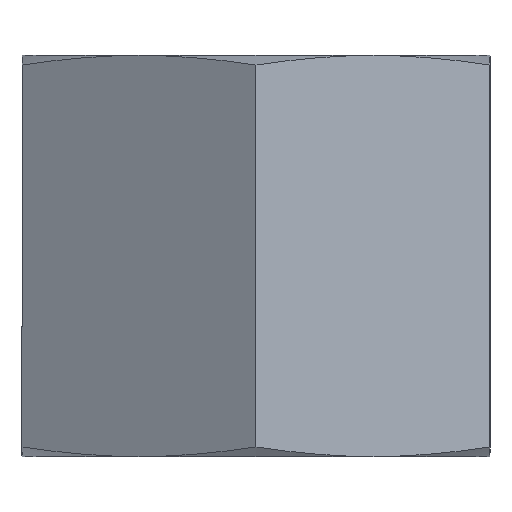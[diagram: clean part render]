
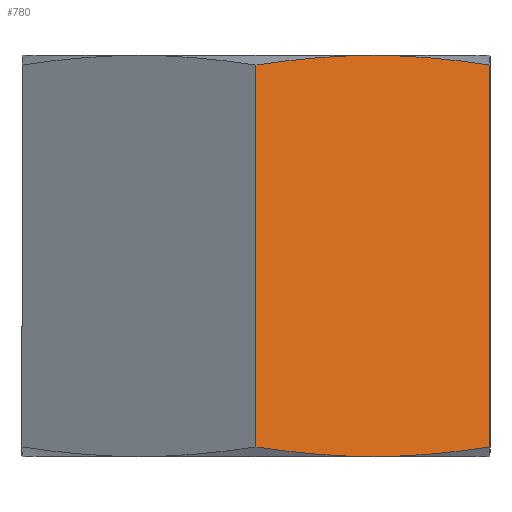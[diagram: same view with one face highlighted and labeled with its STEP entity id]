
A CAD part, front view. The second image highlights one B-rep face of the part: STEP entity #780.
In plain terms, the highlighted planar face has unit normal (0.5, -0.866, 0).
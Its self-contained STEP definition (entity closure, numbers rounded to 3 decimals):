
#123=CARTESIAN_POINT('',(3.5,-6.062,12.));
#124=VERTEX_POINT('',#123);
#394=CARTESIAN_POINT('',(7.,-4.041,11.71));
#395=VERTEX_POINT('',#394);
#410=CARTESIAN_POINT('',(7.,-4.041,11.71));
#411=CARTESIAN_POINT('',(5.124,-5.124,12.0));
#412=CARTESIAN_POINT('',(3.5,-6.062,12.));
#420=(BOUNDED_CURVE()B_SPLINE_CURVE(2,(#410,#411,#412),.UNSPECIFIED.,.F.,.U.)B_SPLINE_CURVE_WITH_KNOTS((3,3),(0.72,1.229),.UNSPECIFIED.)CURVE()GEOMETRIC_REPRESENTATION_ITEM()RATIONAL_B_SPLINE_CURVE((1.109,1.093,1.0))REPRESENTATION_ITEM(''));
#421=EDGE_CURVE('',#395,#124,#420,.T.);
#431=CARTESIAN_POINT('',(0.,-8.083,11.71));
#432=VERTEX_POINT('',#431);
#433=CARTESIAN_POINT('',(3.5,-6.062,12.));
#434=CARTESIAN_POINT('',(1.876,-7.,12.));
#435=CARTESIAN_POINT('',(0.,-8.083,11.71));
#443=(BOUNDED_CURVE()B_SPLINE_CURVE(2,(#433,#434,#435),.UNSPECIFIED.,.F.,.U.)B_SPLINE_CURVE_WITH_KNOTS((3,3),(1.229,1.738),.UNSPECIFIED.)CURVE()GEOMETRIC_REPRESENTATION_ITEM()RATIONAL_B_SPLINE_CURVE((1.0,1.093,1.109))REPRESENTATION_ITEM(''));
#444=EDGE_CURVE('',#124,#432,#443,.T.);
#650=CARTESIAN_POINT('',(0.,-8.083,0.29));
#651=VERTEX_POINT('',#650);
#665=CARTESIAN_POINT('',(3.5,-6.062,0.0));
#666=VERTEX_POINT('',#665);
#674=CARTESIAN_POINT('',(0.,-8.083,0.29));
#675=CARTESIAN_POINT('',(1.876,-7.,0.));
#676=CARTESIAN_POINT('',(3.5,-6.062,0.0));
#684=(BOUNDED_CURVE()B_SPLINE_CURVE(2,(#674,#675,#676),.UNSPECIFIED.,.F.,.U.)B_SPLINE_CURVE_WITH_KNOTS((3,3),(0.72,1.229),.UNSPECIFIED.)CURVE()GEOMETRIC_REPRESENTATION_ITEM()RATIONAL_B_SPLINE_CURVE((1.109,1.093,1.0))REPRESENTATION_ITEM(''));
#685=EDGE_CURVE('',#651,#666,#684,.T.);
#695=CARTESIAN_POINT('',(7.,-4.041,0.29));
#696=VERTEX_POINT('',#695);
#697=CARTESIAN_POINT('',(3.5,-6.062,0.0));
#698=CARTESIAN_POINT('',(5.124,-5.124,0.));
#699=CARTESIAN_POINT('',(7.,-4.041,0.29));
#707=(BOUNDED_CURVE()B_SPLINE_CURVE(2,(#697,#698,#699),.UNSPECIFIED.,.F.,.U.)B_SPLINE_CURVE_WITH_KNOTS((3,3),(1.229,1.738),.UNSPECIFIED.)CURVE()GEOMETRIC_REPRESENTATION_ITEM()RATIONAL_B_SPLINE_CURVE((1.0,1.093,1.109))REPRESENTATION_ITEM(''));
#708=EDGE_CURVE('',#666,#696,#707,.T.);
#757=CARTESIAN_POINT('',(7.,-4.041,0.0));
#758=DIRECTION('',(0.5,-0.866,0.0));
#759=DIRECTION('',(0.0,0.0,-1.0));
#760=AXIS2_PLACEMENT_3D('',#757,#758,#759);
#761=PLANE('',#760);
#762=ORIENTED_EDGE('',*,*,#421,.T.);
#763=ORIENTED_EDGE('',*,*,#444,.T.);
#764=CARTESIAN_POINT('',(0.,-8.083,0.29));
#765=DIRECTION('',(0.0,0.0,1.0));
#766=VECTOR('',#765,11.42);
#767=LINE('',#764,#766);
#768=EDGE_CURVE('',#651,#432,#767,.T.);
#769=ORIENTED_EDGE('',*,*,#768,.F.);
#770=ORIENTED_EDGE('',*,*,#685,.T.);
#771=ORIENTED_EDGE('',*,*,#708,.T.);
#772=CARTESIAN_POINT('',(7.,-4.041,0.29));
#773=DIRECTION('',(0.0,0.0,1.0));
#774=VECTOR('',#773,11.42);
#775=LINE('',#772,#774);
#776=EDGE_CURVE('',#696,#395,#775,.T.);
#777=ORIENTED_EDGE('',*,*,#776,.T.);
#778=EDGE_LOOP('',(#762,#763,#769,#770,#771,#777));
#779=FACE_OUTER_BOUND('',#778,.T.);
#780=ADVANCED_FACE('',(#779),#761,.T.);
